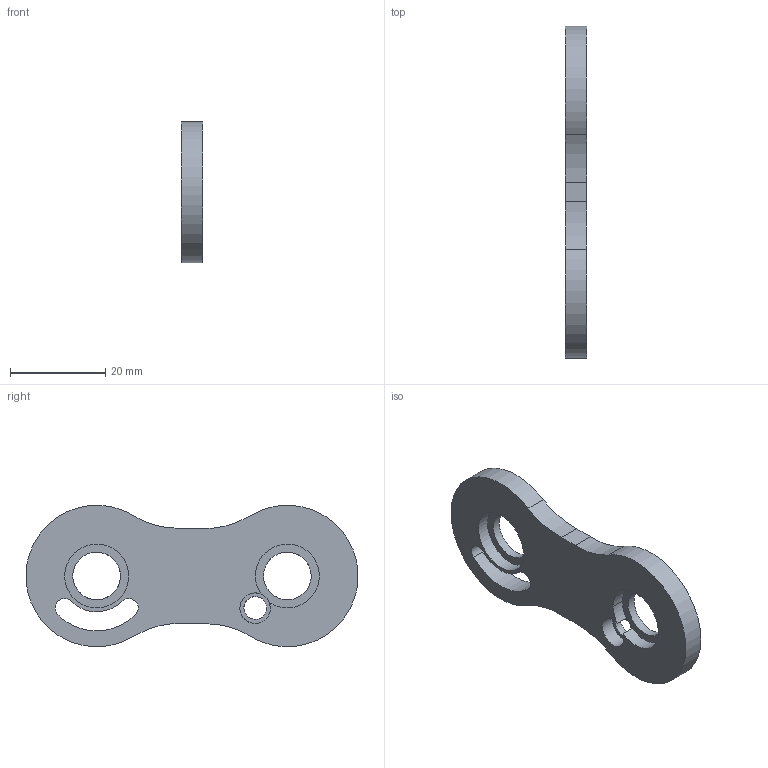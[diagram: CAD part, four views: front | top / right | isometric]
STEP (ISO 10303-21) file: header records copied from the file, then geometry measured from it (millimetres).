
FILE_DESCRIPTION(('FreeCAD Model'),'2;1');
FILE_NAME( 'S2_R.step' ,'2015-12-26T10:41:09',('Author'),(''), 'Open CASCADE STEP processor 6.8','FreeCAD','Unknown');
FILE_SCHEMA(('AUTOMOTIVE_DESIGN_CC2 { 1 2 10303 214 -1 1 5 4 }'));
Length unit declared in the file: millimetre
Products named in the file (1): Clone_of_S2_Base_(Mirror_#2)
Bounding box: 4.5 x 69.65 x 29.63 mm (x, y, z)
Volume: 5990.4 mm3; surface area: 4224.3 mm2
Topology: 1 solids, 1 shells, 24 faces, 63 edges, 43 vertices
Faces by surface type: bspline 24
Entity records: 4019 total; most frequent: CARTESIAN_POINT 3216, B_SPLINE_CURVE_WITH_KNOTS 129, ORIENTED_EDGE 126, PCURVE 126, DEFINITIONAL_REPRESENTATION 126, EDGE_CURVE 63, SURFACE_CURVE 58, VERTEX_POINT 43
